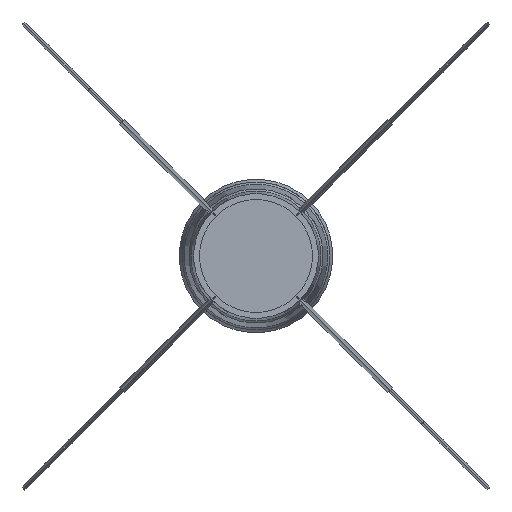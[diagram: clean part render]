
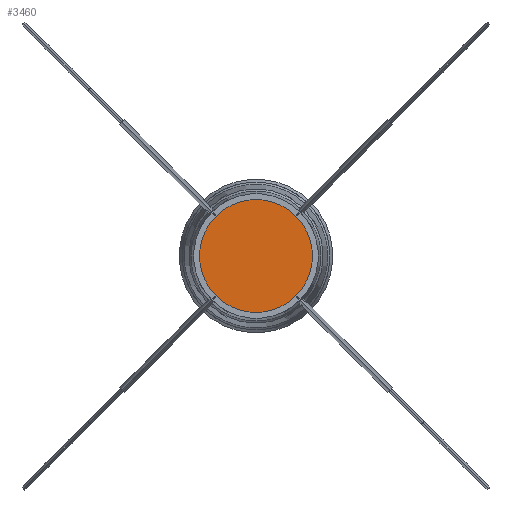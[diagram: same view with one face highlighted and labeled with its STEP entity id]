
A CAD part, left-side view. The second image highlights one B-rep face of the part: STEP entity #3460.
In plain terms, the highlighted planar face has unit normal (-1, 0, 0).
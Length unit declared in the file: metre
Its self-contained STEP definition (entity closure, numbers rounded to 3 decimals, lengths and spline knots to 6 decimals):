
#266=CIRCLE('',#3697,0.097);
#546=PLANE('',#3698);
#701=FACE_OUTER_BOUND('',#950,.T.);
#950=EDGE_LOOP('',(#2873));
#1661=VERTEX_POINT('',#10718);
#2109=EDGE_CURVE('',#1661,#1661,#266,.T.);
#2873=ORIENTED_EDGE('',*,*,#2109,.F.);
#3460=ADVANCED_FACE('',(#701),#546,.F.);
#3697=AXIS2_PLACEMENT_3D('',#10720,#4095,#4096);
#3698=AXIS2_PLACEMENT_3D('',#10721,#4097,#4098);
#4095=DIRECTION('center_axis',(1.,0.,0.));
#4096=DIRECTION('ref_axis',(0.,0.707,0.707));
#4097=DIRECTION('center_axis',(1.,0.,0.));
#4098=DIRECTION('ref_axis',(0.,0.707,0.707));
#10718=CARTESIAN_POINT('',(0.001,-0.068589,-0.068589));
#10720=CARTESIAN_POINT('Origin',(0.001,0.,0.));
#10721=CARTESIAN_POINT('Origin',(0.001,0.,0.));
